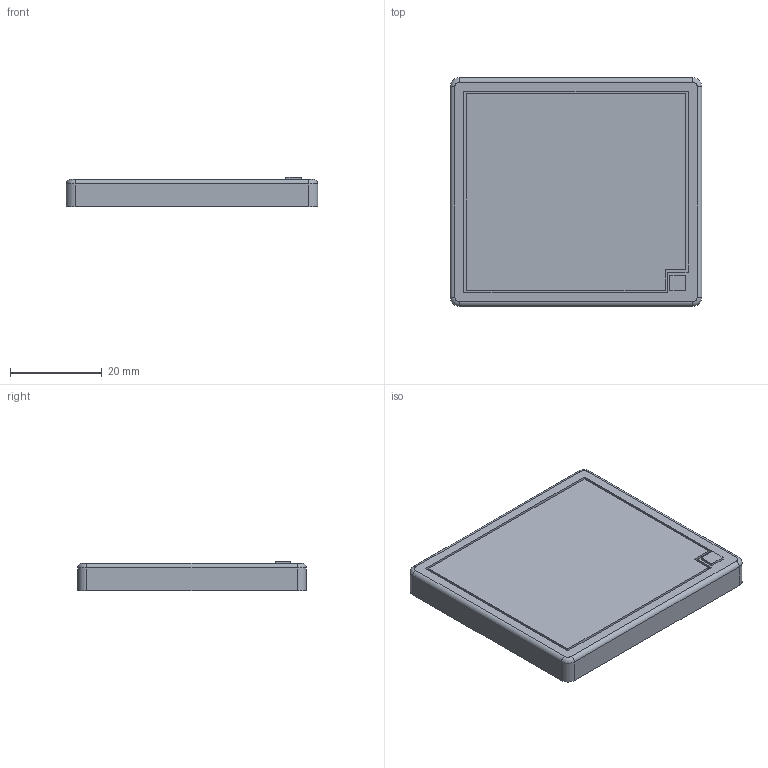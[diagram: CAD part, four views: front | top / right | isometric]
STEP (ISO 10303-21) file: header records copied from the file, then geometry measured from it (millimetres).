
FILE_DESCRIPTION (( 'STEP AP203' ), '1' );
FILE_NAME ('Face avant boitierV3_PRESTA3D.STEP', '2023-03-15T11:04:38', ( '' ), ( '' ), 'SwSTEP 2.0', 'SolidWorks 2023', '' );
FILE_SCHEMA (( 'CONFIG_CONTROL_DESIGN' ));
Length unit declared in the file: millimetre
Products named in the file (1): Face avant boitierV3_PRESTA3D
Bounding box: 55 x 50 x 6.5 mm (x, y, z)
Volume: 6181.2 mm3; surface area: 7817.5 mm2
Topology: 1 solids, 1 shells, 58 faces, 148 edges, 92 vertices
Faces by surface type: plane 34, cylinder 12, bspline 8, torus 4
Entity records: 1853 total; most frequent: CARTESIAN_POINT 435, ORIENTED_EDGE 280, DIRECTION 270, EDGE_CURVE 140, LINE 96, VECTOR 96, VERTEX_POINT 92, AXIS2_PLACEMENT_3D 87
